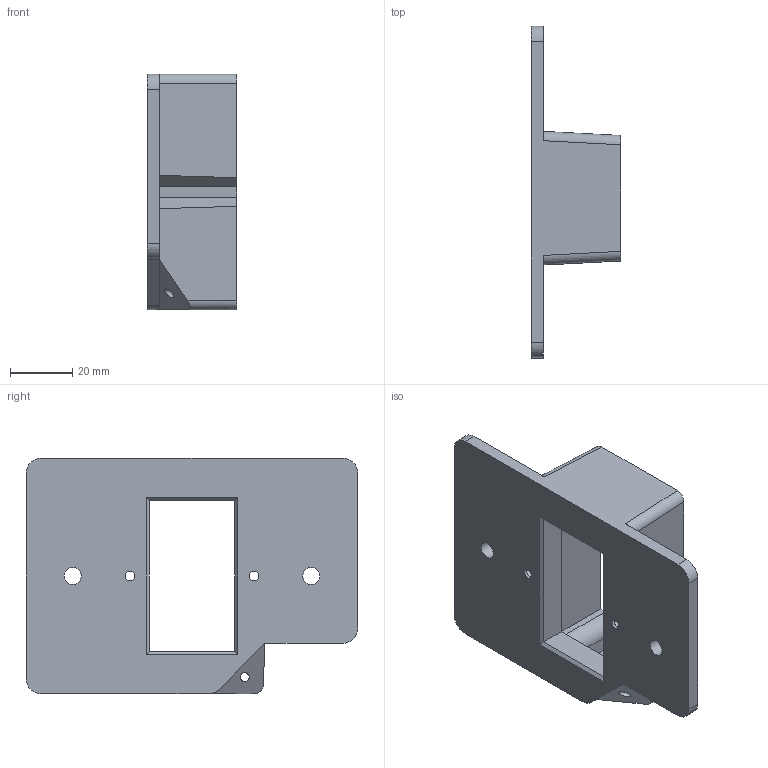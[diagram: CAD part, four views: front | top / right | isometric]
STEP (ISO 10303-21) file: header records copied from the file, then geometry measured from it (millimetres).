
FILE_DESCRIPTION(/* description */ ('STEP AP214'),/* implementation_level */ '2;1');
FILE_NAME(/* name */ '60bef700c94e826152dbb43e',/* time_stamp */ '2021-06-08T04:50:09+00:00',/* author */ (''),/* organization */ (''),/* preprocessor_version */ 'ST-DEVELOPER v18.1',/* originating_system */ ' ',/* authorisation */ ' ');
FILE_SCHEMA (('AUTOMOTIVE_DESIGN {1 0 10303 214 3 1 1}'));
Length unit declared in the file: metre
Products named in the file (1): plug holder
Bounding box: 29 x 107 x 76 mm (x, y, z)
Volume: 52534.7 mm3; surface area: 25924.9 mm2
Topology: 1 solids, 1 shells, 72 faces, 193 edges, 127 vertices
Faces by surface type: plane 51, cylinder 21
Full cylindrical faces by diameter (mm): 2.9 x4, 3.2 x2, 5.5 x2
Entity records: 2244 total; most frequent: CARTESIAN_POINT 383, DIRECTION 372, ORIENTED_EDGE 368, EDGE_CURVE 184, LINE 142, VECTOR 142, VERTEX_POINT 126, AXIS2_PLACEMENT_3D 115
